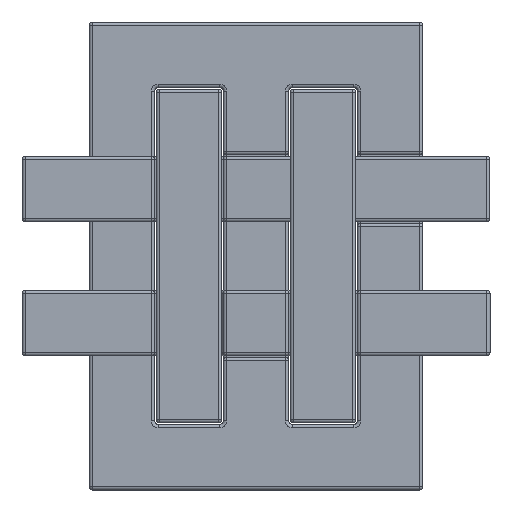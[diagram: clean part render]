
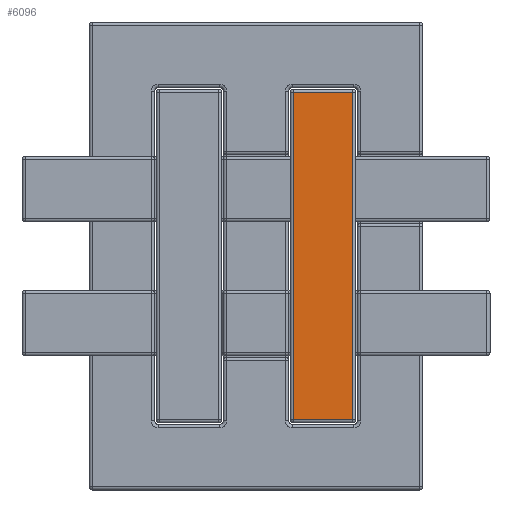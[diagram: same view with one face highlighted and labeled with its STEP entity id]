
A CAD part, left-side view. The second image highlights one B-rep face of the part: STEP entity #6096.
In plain terms, the highlighted face is planar.
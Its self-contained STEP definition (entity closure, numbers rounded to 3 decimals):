
#634 = EDGE_LOOP ( 'NONE', ( #4780, #6853, #4168, #17522 ) ) ;
#692 = AXIS2_PLACEMENT_3D ( 'NONE', #5545, #14647, #5611 ) ;
#708 = VERTEX_POINT ( 'NONE', #10149 ) ;
#954 = LINE ( 'NONE', #18477, #16548 ) ;
#1214 = CARTESIAN_POINT ( 'NONE',  ( 34.9, -24.4, 4.9 ) ) ;
#3608 = VECTOR ( 'NONE', #10286, 1000. ) ;
#4168 = ORIENTED_EDGE ( 'NONE', *, *, #6176, .T. ) ;
#4780 = ORIENTED_EDGE ( 'NONE', *, *, #11460, .T. ) ;
#5545 = CARTESIAN_POINT ( 'NONE',  ( 34.9, 0., 4.9 ) ) ;
#5611 = DIRECTION ( 'NONE',  ( 0., 0., -1. ) ) ;
#6096 = ADVANCED_FACE ( 'NONE', ( #14479 ), #10095, .T. ) ;
#6176 = EDGE_CURVE ( 'NONE', #11233, #9745, #11625, .T. ) ;
#6285 = CARTESIAN_POINT ( 'NONE',  ( 34.9, -24.4, -4.4 ) ) ;
#6853 = ORIENTED_EDGE ( 'NONE', *, *, #11998, .T. ) ;
#7189 = CARTESIAN_POINT ( 'NONE',  ( 34.9, 24.4, 4.9 ) ) ;
#7800 = DIRECTION ( 'NONE',  ( 0., 1., 0. ) ) ;
#9123 = VECTOR ( 'NONE', #7800, 1000. ) ;
#9519 = DIRECTION ( 'NONE',  ( 0., -1., 0. ) ) ;
#9710 = EDGE_CURVE ( 'NONE', #9745, #13196, #13615, .T. ) ;
#9745 = VERTEX_POINT ( 'NONE', #6285 ) ;
#10095 = PLANE ( 'NONE',  #692 ) ;
#10149 = CARTESIAN_POINT ( 'NONE',  ( 34.9, 24.4, 4.4 ) ) ;
#10286 = DIRECTION ( 'NONE',  ( 0., 0., -1. ) ) ;
#10455 = VECTOR ( 'NONE', #17694, 1000. ) ;
#10918 = CARTESIAN_POINT ( 'NONE',  ( 34.9, -24.4, 4.4 ) ) ;
#11233 = VERTEX_POINT ( 'NONE', #10918 ) ;
#11460 = EDGE_CURVE ( 'NONE', #13196, #708, #14465, .T. ) ;
#11625 = LINE ( 'NONE', #1214, #3608 ) ;
#11998 = EDGE_CURVE ( 'NONE', #708, #11233, #954, .T. ) ;
#13196 = VERTEX_POINT ( 'NONE', #16949 ) ;
#13615 = LINE ( 'NONE', #18293, #9123 ) ;
#14465 = LINE ( 'NONE', #7189, #10455 ) ;
#14479 = FACE_OUTER_BOUND ( 'NONE', #634, .T. ) ;
#14647 = DIRECTION ( 'NONE',  ( 1., 0., 0. ) ) ;
#16548 = VECTOR ( 'NONE', #9519, 1000. ) ;
#16949 = CARTESIAN_POINT ( 'NONE',  ( 34.9, 24.4, -4.4 ) ) ;
#17522 = ORIENTED_EDGE ( 'NONE', *, *, #9710, .T. ) ;
#17694 = DIRECTION ( 'NONE',  ( 0., 0., 1. ) ) ;
#18293 = CARTESIAN_POINT ( 'NONE',  ( 34.9, 24.9, -4.4 ) ) ;
#18477 = CARTESIAN_POINT ( 'NONE',  ( 34.9, 0., 4.4 ) ) ;
